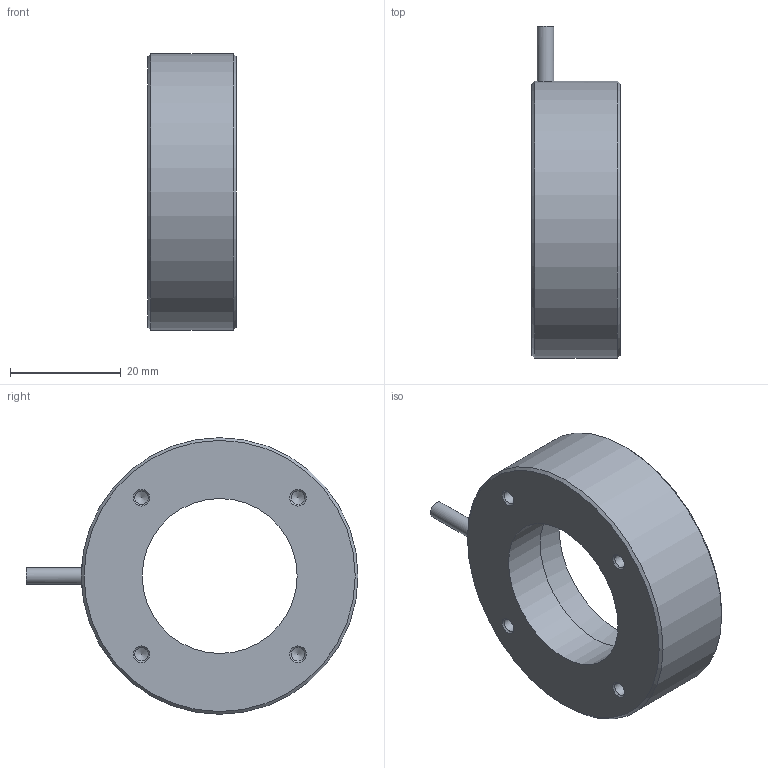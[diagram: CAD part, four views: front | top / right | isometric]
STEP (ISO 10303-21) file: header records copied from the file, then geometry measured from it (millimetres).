
FILE_DESCRIPTION (( 'STEP AP203' ), '1' );
FILE_NAME ('SR-50x.STEP', '2016-01-26T02:07:17', ( 'CCS Inc' ), ( 'CCS Inc' ), 'SwSTEP 2.0', 'SolidWorks 2011', '' );
FILE_SCHEMA (( 'CONFIG_CONTROL_DESIGN' ));
Length unit declared in the file: millimetre
Products named in the file (1): SR-50x
Bounding box: 16 x 60 x 50 mm (x, y, z)
Volume: 18812.5 mm3; surface area: 10179.9 mm2
Topology: 2 solids, 2 shells, 28 faces, 60 edges, 37 vertices
Faces by surface type: cone 15, cylinder 8, plane 5
Full cylindrical faces by diameter (mm): 2.459 x4, 3 x1, 28 x1, 47 x1, 50 x1
Entity records: 693 total; most frequent: CARTESIAN_POINT 134, DIRECTION 112, AXIS2_PLACEMENT_3D 56, EDGE_LOOP 56, ORIENTED_EDGE 56, FACE_OUTER_BOUND 36, VERTEX_POINT 28, ADVANCED_FACE 28
